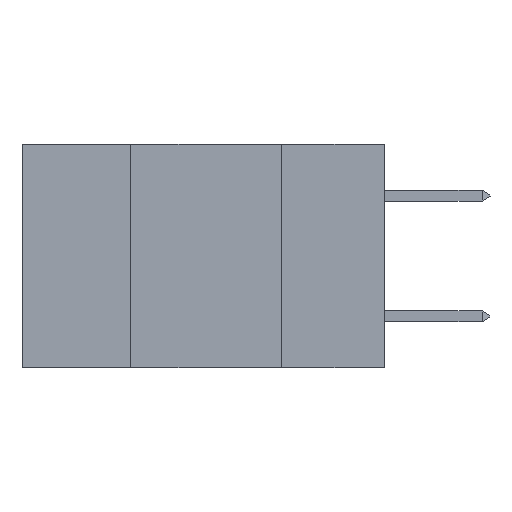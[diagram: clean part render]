
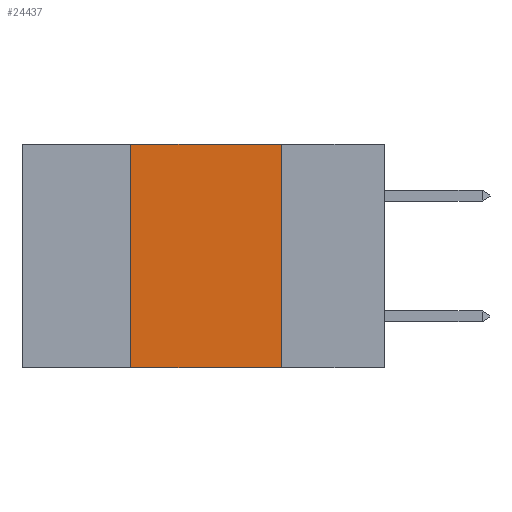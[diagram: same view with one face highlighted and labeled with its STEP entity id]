
A CAD part, left-side view. The second image highlights one B-rep face of the part: STEP entity #24437.
In plain terms, the highlighted planar face has unit normal (-1, 0, 0).
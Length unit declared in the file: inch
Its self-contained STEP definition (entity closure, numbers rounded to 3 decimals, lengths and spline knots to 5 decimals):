
#1052 = CARTESIAN_POINT ( 'NONE',  ( 0., 0.6, 0. ) ) ;
#1373 = DIRECTION ( 'NONE',  ( 0., -1., 0. ) ) ;
#1816 = EDGE_CURVE ( 'NONE', #7068, #14856, #36494, .T. ) ;
#4575 = DIRECTION ( 'NONE',  ( 0., 0., 1. ) ) ;
#5755 = CARTESIAN_POINT ( 'NONE',  ( 0., 0.17, 0. ) ) ;
#6158 = AXIS2_PLACEMENT_3D ( 'NONE', #1052, #7653, #10736 ) ;
#7068 = VERTEX_POINT ( 'NONE', #27164 ) ;
#7653 = DIRECTION ( 'NONE',  ( 1., 0., 0. ) ) ;
#7665 = LINE ( 'NONE', #20280, #26636 ) ;
#10736 = DIRECTION ( 'NONE',  ( 0., 0., -1. ) ) ;
#12058 = ORIENTED_EDGE ( 'NONE', *, *, #35867, .F. ) ;
#12457 = CARTESIAN_POINT ( 'NONE',  ( 0., 0.42, -0.37 ) ) ;
#14856 = VERTEX_POINT ( 'NONE', #5755 ) ;
#15917 = FACE_OUTER_BOUND ( 'NONE', #19955, .T. ) ;
#16455 = LINE ( 'NONE', #29088, #32381 ) ;
#19416 = EDGE_CURVE ( 'NONE', #20118, #25822, #16455, .T. ) ;
#19633 = ORIENTED_EDGE ( 'NONE', *, *, #1816, .F. ) ;
#19955 = EDGE_LOOP ( 'NONE', ( #12058, #19633, #35444, #25568 ) ) ;
#20118 = VERTEX_POINT ( 'NONE', #12457 ) ;
#20280 = CARTESIAN_POINT ( 'NONE',  ( 0., 0.42, 0. ) ) ;
#23332 = VECTOR ( 'NONE', #1373, 39.37008 ) ;
#23957 = LINE ( 'NONE', #36576, #26467 ) ;
#24437 = ADVANCED_FACE ( 'NONE', ( #15917 ), #29567, .F. ) ;
#25568 = ORIENTED_EDGE ( 'NONE', *, *, #19416, .T. ) ;
#25822 = VERTEX_POINT ( 'NONE', #27287 ) ;
#26467 = VECTOR ( 'NONE', #37797, 39.37008 ) ;
#26636 = VECTOR ( 'NONE', #4575, 39.37008 ) ;
#27164 = CARTESIAN_POINT ( 'NONE',  ( 0., 0.42, 0. ) ) ;
#27287 = CARTESIAN_POINT ( 'NONE',  ( 0., 0.17, -0.37 ) ) ;
#29088 = CARTESIAN_POINT ( 'NONE',  ( 0., 0.6, -0.37 ) ) ;
#29567 = PLANE ( 'NONE',  #6158 ) ;
#32381 = VECTOR ( 'NONE', #32596, 39.37008 ) ;
#32596 = DIRECTION ( 'NONE',  ( 0., -1., 0. ) ) ;
#35444 = ORIENTED_EDGE ( 'NONE', *, *, #40391, .F. ) ;
#35867 = EDGE_CURVE ( 'NONE', #14856, #25822, #23957, .T. ) ;
#36494 = LINE ( 'NONE', #39382, #23332 ) ;
#36576 = CARTESIAN_POINT ( 'NONE',  ( 0., 0.17, 0. ) ) ;
#37797 = DIRECTION ( 'NONE',  ( 0., 0., -1. ) ) ;
#39382 = CARTESIAN_POINT ( 'NONE',  ( 0., 0.6, 0. ) ) ;
#40391 = EDGE_CURVE ( 'NONE', #20118, #7068, #7665, .T. ) ;
